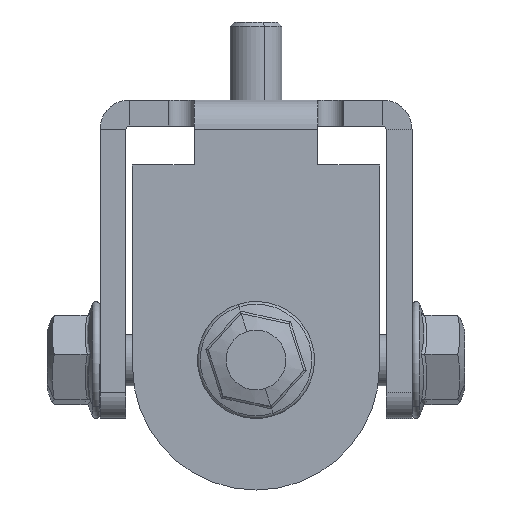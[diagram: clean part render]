
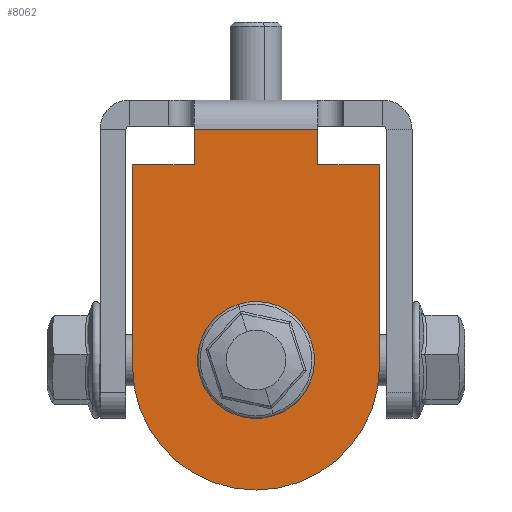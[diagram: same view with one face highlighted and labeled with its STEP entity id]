
A CAD part, front view. The second image highlights one B-rep face of the part: STEP entity #8062.
In plain terms, the highlighted planar face has unit normal (0, -1, 0).
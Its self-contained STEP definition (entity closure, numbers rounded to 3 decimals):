
#126 = VERTEX_POINT ( 'NONE', #2414 ) ;
#131 = CARTESIAN_POINT ( 'NONE',  ( -362.438, -331.453, -30. ) ) ;
#197 = VERTEX_POINT ( 'NONE', #4249 ) ;
#260 = DIRECTION ( 'NONE',  ( 0., 0., -1. ) ) ;
#284 = ORIENTED_EDGE ( 'NONE', *, *, #9798, .T. ) ;
#473 = CARTESIAN_POINT ( 'NONE',  ( -343.438, -331.453, 20. ) ) ;
#586 = CARTESIAN_POINT ( 'NONE',  ( -362.438, -331.453, 30. ) ) ;
#605 = EDGE_CURVE ( 'NONE', #11806, #7637, #7596, .T. ) ;
#707 = DIRECTION ( 'NONE',  ( 0., 1., 0. ) ) ;
#782 = AXIS2_PLACEMENT_3D ( 'NONE', #8110, #7925, #11834 ) ;
#1037 = EDGE_LOOP ( 'NONE', ( #9287, #11323 ) ) ;
#1120 = EDGE_CURVE ( 'NONE', #126, #197, #7763, .T. ) ;
#1300 = CIRCLE ( 'NONE', #5210, 19. ) ;
#1335 = VECTOR ( 'NONE', #6155, 1000. ) ;
#1501 = LINE ( 'NONE', #8106, #1598 ) ;
#1561 = DIRECTION ( 'NONE',  ( 0., 0., -1. ) ) ;
#1598 = VECTOR ( 'NONE', #10055, 1000. ) ;
#1684 = ORIENTED_EDGE ( 'NONE', *, *, #3467, .T. ) ;
#1724 = CARTESIAN_POINT ( 'NONE',  ( -362.438, -331.453, -5.5 ) ) ;
#1738 = ORIENTED_EDGE ( 'NONE', *, *, #605, .T. ) ;
#1761 = DIRECTION ( 'NONE',  ( 0., 0., 1. ) ) ;
#1929 = VERTEX_POINT ( 'NONE', #3463 ) ;
#2004 = VERTEX_POINT ( 'NONE', #7466 ) ;
#2090 = VERTEX_POINT ( 'NONE', #131 ) ;
#2414 = CARTESIAN_POINT ( 'NONE',  ( -371.938, -331.453, 25.5 ) ) ;
#2531 = ORIENTED_EDGE ( 'NONE', *, *, #6395, .T. ) ;
#2590 = FACE_OUTER_BOUND ( 'NONE', #8910, .T. ) ;
#2669 = CARTESIAN_POINT ( 'NONE',  ( -343.438, -331.453, -11. ) ) ;
#3119 = DIRECTION ( 'NONE',  ( 1., 0., 0. ) ) ;
#3165 = CARTESIAN_POINT ( 'NONE',  ( -362.438, -331.453, -11. ) ) ;
#3373 = VECTOR ( 'NONE', #4954, 1000. ) ;
#3463 = CARTESIAN_POINT ( 'NONE',  ( -352.938, -331.453, 20. ) ) ;
#3467 = EDGE_CURVE ( 'NONE', #2004, #8916, #5353, .T. ) ;
#3498 = CIRCLE ( 'NONE', #6605, 19. ) ;
#3642 = CARTESIAN_POINT ( 'NONE',  ( -362.438, -331.453, -11. ) ) ;
#3652 = CARTESIAN_POINT ( 'NONE',  ( -352.938, -331.453, 30. ) ) ;
#4238 = VERTEX_POINT ( 'NONE', #8944 ) ;
#4249 = CARTESIAN_POINT ( 'NONE',  ( -352.938, -331.453, 25.5 ) ) ;
#4376 = CARTESIAN_POINT ( 'NONE',  ( -381.438, -331.453, 20. ) ) ;
#4434 = FACE_BOUND ( 'NONE', #1037, .T. ) ;
#4544 = DIRECTION ( 'NONE',  ( -1., 0., 0. ) ) ;
#4954 = DIRECTION ( 'NONE',  ( -1., 0., 0. ) ) ;
#5132 = ORIENTED_EDGE ( 'NONE', *, *, #9023, .T. ) ;
#5155 = ORIENTED_EDGE ( 'NONE', *, *, #8008, .T. ) ;
#5210 = AXIS2_PLACEMENT_3D ( 'NONE', #3165, #6896, #7878 ) ;
#5325 = AXIS2_PLACEMENT_3D ( 'NONE', #11318, #11444, #260 ) ;
#5353 = LINE ( 'NONE', #4376, #8781 ) ;
#5416 = CARTESIAN_POINT ( 'NONE',  ( -371.938, -331.453, 30. ) ) ;
#5987 = LINE ( 'NONE', #10577, #3373 ) ;
#6155 = DIRECTION ( 'NONE',  ( 0., 0., -1. ) ) ;
#6199 = ORIENTED_EDGE ( 'NONE', *, *, #8798, .T. ) ;
#6381 = LINE ( 'NONE', #5416, #1335 ) ;
#6395 = EDGE_CURVE ( 'NONE', #7637, #1929, #5987, .T. ) ;
#6605 = AXIS2_PLACEMENT_3D ( 'NONE', #3642, #11964, #11104 ) ;
#6896 = DIRECTION ( 'NONE',  ( 0., -1., 0. ) ) ;
#7065 = CIRCLE ( 'NONE', #5325, 4.5 ) ;
#7395 = EDGE_CURVE ( 'NONE', #4238, #11200, #7065, .T. ) ;
#7466 = CARTESIAN_POINT ( 'NONE',  ( -371.938, -331.453, 20. ) ) ;
#7596 = LINE ( 'NONE', #10605, #7686 ) ;
#7599 = CIRCLE ( 'NONE', #782, 4.5 ) ;
#7637 = VERTEX_POINT ( 'NONE', #473 ) ;
#7686 = VECTOR ( 'NONE', #9435, 1000. ) ;
#7763 = LINE ( 'NONE', #11500, #11789 ) ;
#7878 = DIRECTION ( 'NONE',  ( 0., 0., -1. ) ) ;
#7925 = DIRECTION ( 'NONE',  ( 0., -1., 0. ) ) ;
#8008 = EDGE_CURVE ( 'NONE', #8916, #10058, #1501, .T. ) ;
#8062 = ADVANCED_FACE ( 'NONE', ( #4434, #2590 ), #10974, .F. ) ;
#8106 = CARTESIAN_POINT ( 'NONE',  ( -381.438, -331.453, 20. ) ) ;
#8110 = CARTESIAN_POINT ( 'NONE',  ( -362.438, -331.453, -10. ) ) ;
#8153 = ORIENTED_EDGE ( 'NONE', *, *, #1120, .F. ) ;
#8342 = CARTESIAN_POINT ( 'NONE',  ( -381.438, -331.453, -11. ) ) ;
#8613 = AXIS2_PLACEMENT_3D ( 'NONE', #586, #707, #1561 ) ;
#8781 = VECTOR ( 'NONE', #4544, 1000. ) ;
#8798 = EDGE_CURVE ( 'NONE', #1929, #197, #9108, .T. ) ;
#8910 = EDGE_LOOP ( 'NONE', ( #8153, #5132, #1684, #5155, #10901, #284, #1738, #2531, #6199 ) ) ;
#8916 = VERTEX_POINT ( 'NONE', #9999 ) ;
#8944 = CARTESIAN_POINT ( 'NONE',  ( -362.438, -331.453, -14.5 ) ) ;
#9023 = EDGE_CURVE ( 'NONE', #126, #2004, #6381, .T. ) ;
#9108 = LINE ( 'NONE', #3652, #11878 ) ;
#9287 = ORIENTED_EDGE ( 'NONE', *, *, #7395, .F. ) ;
#9435 = DIRECTION ( 'NONE',  ( 0., 0., 1. ) ) ;
#9798 = EDGE_CURVE ( 'NONE', #2090, #11806, #3498, .T. ) ;
#9999 = CARTESIAN_POINT ( 'NONE',  ( -381.438, -331.453, 20. ) ) ;
#10055 = DIRECTION ( 'NONE',  ( 0., 0., -1. ) ) ;
#10058 = VERTEX_POINT ( 'NONE', #8342 ) ;
#10577 = CARTESIAN_POINT ( 'NONE',  ( -381.438, -331.453, 20. ) ) ;
#10605 = CARTESIAN_POINT ( 'NONE',  ( -343.438, -331.453, 20. ) ) ;
#10845 = EDGE_CURVE ( 'NONE', #11200, #4238, #7599, .T. ) ;
#10901 = ORIENTED_EDGE ( 'NONE', *, *, #11724, .T. ) ;
#10974 = PLANE ( 'NONE',  #8613 ) ;
#11104 = DIRECTION ( 'NONE',  ( 0., 0., -1. ) ) ;
#11200 = VERTEX_POINT ( 'NONE', #1724 ) ;
#11318 = CARTESIAN_POINT ( 'NONE',  ( -362.438, -331.453, -10. ) ) ;
#11323 = ORIENTED_EDGE ( 'NONE', *, *, #10845, .F. ) ;
#11444 = DIRECTION ( 'NONE',  ( 0., -1., 0. ) ) ;
#11500 = CARTESIAN_POINT ( 'NONE',  ( -352.938, -331.453, 25.5 ) ) ;
#11724 = EDGE_CURVE ( 'NONE', #10058, #2090, #1300, .T. ) ;
#11789 = VECTOR ( 'NONE', #3119, 1000. ) ;
#11806 = VERTEX_POINT ( 'NONE', #2669 ) ;
#11834 = DIRECTION ( 'NONE',  ( 0., 0., -1. ) ) ;
#11878 = VECTOR ( 'NONE', #1761, 1000. ) ;
#11964 = DIRECTION ( 'NONE',  ( 0., -1., 0. ) ) ;
